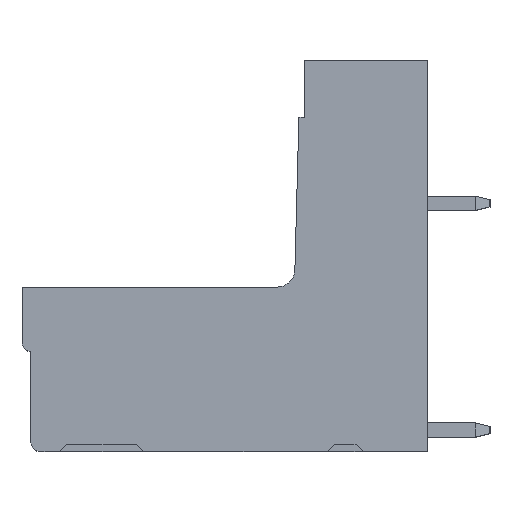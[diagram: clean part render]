
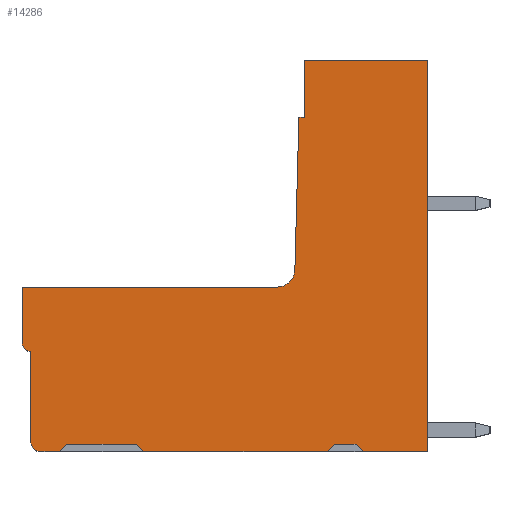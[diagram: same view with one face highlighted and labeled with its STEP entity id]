
A CAD part, top view. The second image highlights one B-rep face of the part: STEP entity #14286.
In plain terms, the highlighted planar face has unit normal (0, 0, 1).
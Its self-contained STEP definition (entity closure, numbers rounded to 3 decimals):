
#148=DIRECTION('',(-1.,0.,0.));
#149=VECTOR('',#148,6.9);
#150=CARTESIAN_POINT('',(0.006,21.9,-89.343));
#151=LINE('',#150,#149);
#2154=DIRECTION('',(0.,-1.,0.));
#2155=VECTOR('',#2154,3.2);
#2156=CARTESIAN_POINT('',(-6.894,21.9,-89.343));
#2157=LINE('',#2156,#2155);
#2162=DIRECTION('',(-1.,0.,0.));
#2163=VECTOR('',#2162,0.3);
#2164=CARTESIAN_POINT('',(-6.894,18.7,-89.343));
#2165=LINE('',#2164,#2163);
#2269=DIRECTION('',(-1.,0.,0.));
#2270=VECTOR('',#2269,14.277);
#2271=CARTESIAN_POINT('',(-8.417,9.2,-89.343));
#2272=LINE('',#2271,#2270);
#4191=DIRECTION('',(0.,-1.,0.));
#4192=VECTOR('',#4191,5.1);
#4193=CARTESIAN_POINT('',(-22.194,5.6,-89.343));
#4194=LINE('',#4193,#4192);
#4231=DIRECTION('',(1.,0.,0.));
#4232=VECTOR('',#4231,1.1);
#4233=CARTESIAN_POINT('',(-21.694,0.,-89.343));
#4234=LINE('',#4233,#4232);
#4239=DIRECTION('',(1.,0.,0.));
#4240=VECTOR('',#4239,10.3);
#4241=CARTESIAN_POINT('',(-15.894,0.,-89.343));
#4242=LINE('',#4241,#4240);
#4251=DIRECTION('',(1.,0.,0.));
#4252=VECTOR('',#4251,3.6);
#4253=CARTESIAN_POINT('',(-3.594,0.,
-89.343));
#4254=LINE('',#4253,#4252);
#4362=DIRECTION('',(-0.707,0.707,0.));
#4363=VECTOR('',#4362,0.566);
#4364=CARTESIAN_POINT('',(-15.894,0.,-89.343));
#4365=LINE('',#4364,#4363);
#4366=DIRECTION('',(-0.707,-0.707,0.));
#4367=VECTOR('',#4366,0.566);
#4368=CARTESIAN_POINT('',(-20.194,0.4,-89.343));
#4369=LINE('',#4368,#4367);
#4370=CARTESIAN_POINT('',(-21.694,0.5,-89.343));
#4371=DIRECTION('',(0.,0.,-1.));
#4372=DIRECTION('',(0.,-1.,0.));
#4373=AXIS2_PLACEMENT_3D('',#4370,#4371,#4372);
#4375=CARTESIAN_POINT('',(-22.194,6.1,-89.343));
#4376=DIRECTION('',(0.,0.,-1.));
#4377=DIRECTION('',(0.,-1.,0.));
#4378=AXIS2_PLACEMENT_3D('',#4375,#4376,#4377);
#4380=DIRECTION('',(0.,1.,0.));
#4381=VECTOR('',#4380,3.1);
#4382=CARTESIAN_POINT('',(-22.694,6.1,
-89.343));
#4383=LINE('',#4382,#4381);
#4384=CARTESIAN_POINT('',(-8.417,10.2,-89.343));
#4385=DIRECTION('',(0.,0.,1.));
#4386=DIRECTION('',(0.,-1.,0.));
#4387=AXIS2_PLACEMENT_3D('',#4384,#4385,#4386);
#4389=DIRECTION('',(0.026,1.,0.));
#4390=VECTOR('',#4389,8.529);
#4391=CARTESIAN_POINT('',(-7.417,10.174,
-89.343));
#4392=LINE('',#4391,#4390);
#4393=DIRECTION('',(0.,-1.,0.));
#4394=VECTOR('',#4393,21.9);
#4395=CARTESIAN_POINT('',(0.006,21.9,-89.343));
#4396=LINE('',#4395,#4394);
#4397=DIRECTION('',(-0.707,0.707,0.));
#4398=VECTOR('',#4397,0.566);
#4399=CARTESIAN_POINT('',(-3.594,0.,
-89.343));
#4400=LINE('',#4399,#4398);
#4401=DIRECTION('',(-0.707,-0.707,0.));
#4402=VECTOR('',#4401,0.566);
#4403=CARTESIAN_POINT('',(-5.194,0.4,-89.343));
#4404=LINE('',#4403,#4402);
#4425=DIRECTION('',(1.,0.,0.));
#4426=VECTOR('',#4425,3.9);
#4427=CARTESIAN_POINT('',(-20.194,0.4,-89.343));
#4428=LINE('',#4427,#4426);
#4457=DIRECTION('',(1.,0.,0.));
#4458=VECTOR('',#4457,1.2);
#4459=CARTESIAN_POINT('',(-5.194,0.4,-89.343));
#4460=LINE('',#4459,#4458);
#6175=CARTESIAN_POINT('',(0.006,21.9,-89.343));
#6176=CARTESIAN_POINT('',(0.006,0.,-89.343));
#6177=VERTEX_POINT('',#6175);
#6178=VERTEX_POINT('',#6176);
#6195=CARTESIAN_POINT('',(-6.894,21.9,-89.343));
#6196=VERTEX_POINT('',#6195);
#6407=CARTESIAN_POINT('',(-6.894,18.7,-89.343));
#6408=VERTEX_POINT('',#6407);
#6409=CARTESIAN_POINT('',(-7.194,18.7,-89.343));
#6410=VERTEX_POINT('',#6409);
#6411=CARTESIAN_POINT('',(-7.417,10.174,
-89.343));
#6412=VERTEX_POINT('',#6411);
#6413=CARTESIAN_POINT('',(-8.417,9.2,-89.343));
#6414=VERTEX_POINT('',#6413);
#6415=CARTESIAN_POINT('',(-22.694,9.2,-89.343));
#6416=VERTEX_POINT('',#6415);
#6614=CARTESIAN_POINT('',(-15.894,0.,-89.343));
#6615=CARTESIAN_POINT('',(-5.594,0.,-89.343));
#6616=VERTEX_POINT('',#6614);
#6617=VERTEX_POINT('',#6615);
#6618=CARTESIAN_POINT('',(-16.294,0.4,
-89.343));
#6619=VERTEX_POINT('',#6618);
#6620=CARTESIAN_POINT('',(-20.194,0.4,-89.343));
#6621=VERTEX_POINT('',#6620);
#6622=CARTESIAN_POINT('',(-20.594,0.,-89.343));
#6623=VERTEX_POINT('',#6622);
#6624=CARTESIAN_POINT('',(-21.694,0.,-89.343));
#6625=VERTEX_POINT('',#6624);
#6626=CARTESIAN_POINT('',(-22.194,0.5,
-89.343));
#6627=VERTEX_POINT('',#6626);
#6628=CARTESIAN_POINT('',(-22.194,5.6,-89.343));
#6629=VERTEX_POINT('',#6628);
#6630=CARTESIAN_POINT('',(-22.694,6.1,
-89.343));
#6631=VERTEX_POINT('',#6630);
#6632=CARTESIAN_POINT('',(-3.594,0.,
-89.343));
#6633=VERTEX_POINT('',#6632);
#6634=CARTESIAN_POINT('',(-3.994,0.4,-89.343));
#6635=VERTEX_POINT('',#6634);
#6636=CARTESIAN_POINT('',(-5.194,0.4,-89.343));
#6637=VERTEX_POINT('',#6636);
#14253=CARTESIAN_POINT('',(-21.694,0.5,-89.343));
#14254=DIRECTION('',(0.,0.,-1.));
#14255=DIRECTION('',(-1.,0.,0.));
#14256=AXIS2_PLACEMENT_3D('',#14253,#14254,#14255);
#14257=PLANE('',#14256);
#14258=ORIENTED_EDGE('',*,*,#14100,.F.);
#14260=ORIENTED_EDGE('',*,*,#14259,.T.);
#14262=ORIENTED_EDGE('',*,*,#14261,.F.);
#14264=ORIENTED_EDGE('',*,*,#14263,.T.);
#14265=ORIENTED_EDGE('',*,*,#14092,.F.);
#14266=ORIENTED_EDGE('',*,*,#14062,.T.);
#14267=ORIENTED_EDGE('',*,*,#14047,.F.);
#14268=ORIENTED_EDGE('',*,*,#14032,.T.);
#14269=ORIENTED_EDGE('',*,*,#14017,.T.);
#14270=ORIENTED_EDGE('',*,*,#11164,.F.);
#14271=ORIENTED_EDGE('',*,*,#11149,.T.);
#14272=ORIENTED_EDGE('',*,*,#11134,.T.);
#14273=ORIENTED_EDGE('',*,*,#11119,.F.);
#14274=ORIENTED_EDGE('',*,*,#11104,.F.);
#14275=ORIENTED_EDGE('',*,*,#8131,.F.);
#14276=ORIENTED_EDGE('',*,*,#8066,.T.);
#14277=ORIENTED_EDGE('',*,*,#14108,.F.);
#14279=ORIENTED_EDGE('',*,*,#14278,.T.);
#14281=ORIENTED_EDGE('',*,*,#14280,.F.);
#14283=ORIENTED_EDGE('',*,*,#14282,.T.);
#14284=EDGE_LOOP('',(#14258,#14260,#14262,#14264,#14265,#14266,#14267,#14268,
#14269,#14270,#14271,#14272,#14273,#14274,#14275,#14276,#14277,#14279,#14281,
#14283));
#14285=FACE_OUTER_BOUND('',#14284,.F.);
#14286=ADVANCED_FACE('',(#14285),#14257,.F.);
#4374=CIRCLE('',#4373,0.5);
#4379=CIRCLE('',#4378,0.5);
#4388=CIRCLE('',#4387,1.);
#8066=EDGE_CURVE('',#6177,#6178,#4396,.T.);
#8131=EDGE_CURVE('',#6177,#6196,#151,.T.);
#11104=EDGE_CURVE('',#6196,#6408,#2157,.T.);
#11119=EDGE_CURVE('',#6408,#6410,#2165,.T.);
#11134=EDGE_CURVE('',#6412,#6410,#4392,.T.);
#11149=EDGE_CURVE('',#6414,#6412,#4388,.T.);
#11164=EDGE_CURVE('',#6414,#6416,#2272,.T.);
#14017=EDGE_CURVE('',#6631,#6416,#4383,.T.);
#14032=EDGE_CURVE('',#6629,#6631,#4379,.T.);
#14047=EDGE_CURVE('',#6629,#6627,#4194,.T.);
#14062=EDGE_CURVE('',#6625,#6627,#4374,.T.);
#14092=EDGE_CURVE('',#6625,#6623,#4234,.T.);
#14100=EDGE_CURVE('',#6616,#6617,#4242,.T.);
#14108=EDGE_CURVE('',#6633,#6178,#4254,.T.);
#14259=EDGE_CURVE('',#6616,#6619,#4365,.T.);
#14261=EDGE_CURVE('',#6621,#6619,#4428,.T.);
#14263=EDGE_CURVE('',#6621,#6623,#4369,.T.);
#14278=EDGE_CURVE('',#6633,#6635,#4400,.T.);
#14280=EDGE_CURVE('',#6637,#6635,#4460,.T.);
#14282=EDGE_CURVE('',#6637,#6617,#4404,.T.);
